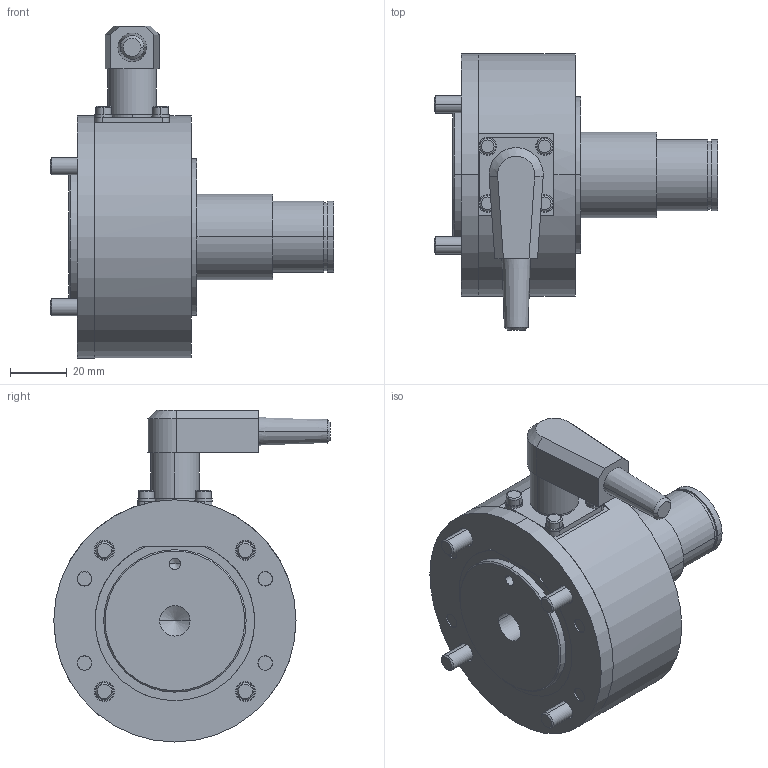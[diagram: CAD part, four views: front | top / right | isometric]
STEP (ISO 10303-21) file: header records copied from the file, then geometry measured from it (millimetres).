
FILE_DESCRIPTION((''),'2;1');
FILE_NAME('111021.4_.stp','2020-09-01T12:07:26',(''),(''),'Mechanical Desktop 2009','Mechanical Desktop 2009',', , ');
FILE_SCHEMA(('CONFIG_CONTROL_DESIGN'));
Length unit declared in the file: millimetre
Products named in the file (28): ZEICHNUNG7; C1110214; C0709081; C0612056; C0709072; I-6KT_SCHRAUBE_M6X30; SCHUTZKAPPE_M6_S5; GERÄTESTECKER_5POL_C091 31S005 100 2; FEDERRING_M3; I-6KT_SCHRAUBE_M3X8; C0612066; C0612066A; I-6KT_SCHRAUBE_M8X30; I-6KT_SCHRAUBE_M8X30A; I-6KT_SCHRAUBE_M6X40; I-6KT_SCHRAUBE_M6X40A; C0709074; C0709074A; KABELDOSE_WINKEL_MINI_5_POL; KABELDOSE_WINKEL_MINI_5_POLA; RM_SDB; C0709104; I-6KT_SCHRAUBE_M12X25; I-6KT_SCHRAUBE_M12X25A; U-SCHEIBE_13_45X4A; U-SCHEIBE_13_45X4; SPANNSTIFT_4X10A; SPANNSTIFT_4X10
Assembly tree (37 placements, depth 4):
  ZEICHNUNG7
    C1110214
      C0709081
        C0612056
        C0709072
        I-6KT_SCHRAUBE_M6X30  x4
        SCHUTZKAPPE_M6_S5  x4
        GERÄTESTECKER_5POL_C091 31S005 100 2
        FEDERRING_M3  x4
        I-6KT_SCHRAUBE_M3X8  x4
      C0612066
        C0612066A
      I-6KT_SCHRAUBE_M8X30
        I-6KT_SCHRAUBE_M8X30A
      I-6KT_SCHRAUBE_M6X40  x4
        I-6KT_SCHRAUBE_M6X40A
      C0709074
        C0709074A
      KABELDOSE_WINKEL_MINI_5_POL
        KABELDOSE_WINKEL_MINI_5_POLA
    RM_SDB  x3
  C0709104
  I-6KT_SCHRAUBE_M12X25
  I-6KT_SCHRAUBE_M12X25A
  U-SCHEIBE_13_45X4A
Bounding box: 99.5 x 97 x 116.5 mm (x, y, z)
Volume: 226881.5 mm3; surface area: 84206.4 mm2
Topology: 27 solids, 27 shells, 552 faces, 1232 edges, 793 vertices
Faces by surface type: cylinder 256, plane 197, cone 69, torus 26, sphere 4
Entity records: 11509 total; most frequent: DIRECTION 2131, CARTESIAN_POINT 1851, ORIENTED_EDGE 1642, AXIS2_PLACEMENT_3D 884, EDGE_CURVE 821, VERTEX_POINT 538, EDGE_LOOP 485, CIRCLE 455
